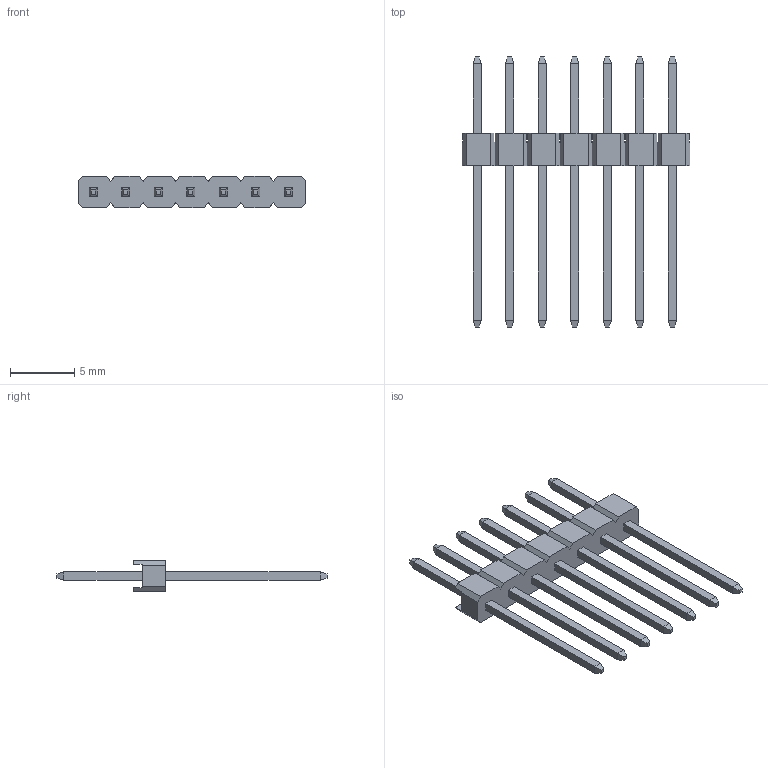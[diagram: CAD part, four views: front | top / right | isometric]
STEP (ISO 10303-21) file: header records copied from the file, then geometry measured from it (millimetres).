
FILE_DESCRIPTION(('STEP AP214'),'1');
FILE_NAME(' ',' ',('TraceParts'),('TraceParts S.A.'),'XStep 1.0',' ',' ');
FILE_SCHEMA(('automotive_design'));
Length unit declared in the file: millimetre
Products named in the file (1): 1
Bounding box: 17.78 x 21.1 x 2.5 mm (x, y, z)
Volume: 139.5 mm3; surface area: 554.6 mm2
Topology: 1 solids, 1 shells, 210 faces, 526 edges, 332 vertices
Faces by surface type: plane 210
Entity records: 12048 total; most frequent: CARTESIAN_POINT 1069, STYLED_ITEM 1068, PRESENTATION_STYLE_ASSIGNMENT 1068, COLOUR_RGB 1068, ORIENTED_EDGE 1052, DIRECTION 948, EDGE_CURVE 526, CURVE_STYLE 526
